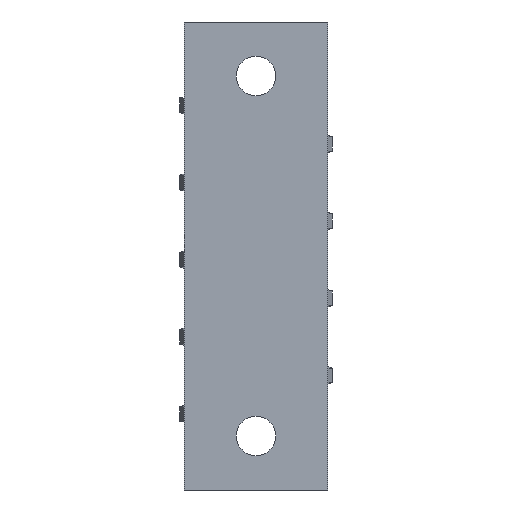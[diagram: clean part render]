
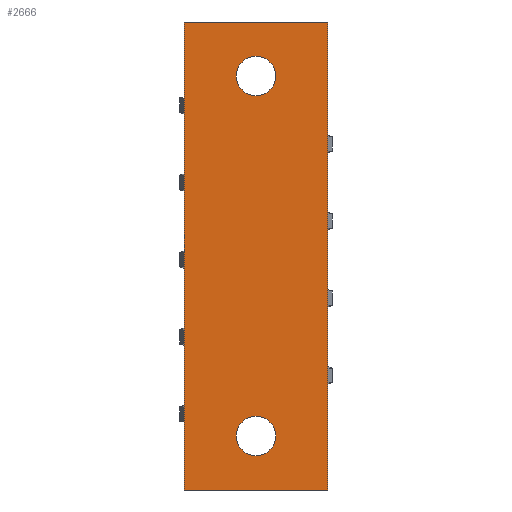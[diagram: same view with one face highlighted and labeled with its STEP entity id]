
A CAD part, front view. The second image highlights one B-rep face of the part: STEP entity #2666.
In plain terms, the highlighted planar face has unit normal (0, -1, 0).
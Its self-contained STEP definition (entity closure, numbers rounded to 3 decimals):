
#19=FACE_BOUND('',#311,.T.);
#20=FACE_BOUND('',#312,.T.);
#23=CIRCLE('',#2822,2.75);
#24=CIRCLE('',#2824,2.75);
#166=FACE_OUTER_BOUND('',#310,.T.);
#310=EDGE_LOOP('',(#2379,#2380,#2381,#2382));
#311=EDGE_LOOP('',(#2383));
#312=EDGE_LOOP('',(#2384));
#644=LINE('',#4153,#1010);
#648=LINE('',#4159,#1014);
#651=LINE('',#4164,#1017);
#678=LINE('',#4228,#1044);
#1010=VECTOR('',#3402,10.);
#1014=VECTOR('',#3408,10.);
#1017=VECTOR('',#3413,10.);
#1044=VECTOR('',#3484,10.);
#1256=VERTEX_POINT('',#4150);
#1257=VERTEX_POINT('',#4152);
#1258=VERTEX_POINT('',#4157);
#1259=VERTEX_POINT('',#4162);
#1273=VERTEX_POINT('',#4220);
#1274=VERTEX_POINT('',#4224);
#1606=EDGE_CURVE('',#1256,#1257,#644,.T.);
#1610=EDGE_CURVE('',#1258,#1256,#648,.T.);
#1613=EDGE_CURVE('',#1259,#1258,#651,.T.);
#1641=EDGE_CURVE('',#1273,#1273,#23,.T.);
#1643=EDGE_CURVE('',#1274,#1274,#24,.T.);
#1644=EDGE_CURVE('',#1257,#1259,#678,.T.);
#2379=ORIENTED_EDGE('',*,*,#1644,.F.);
#2380=ORIENTED_EDGE('',*,*,#1606,.F.);
#2381=ORIENTED_EDGE('',*,*,#1610,.F.);
#2382=ORIENTED_EDGE('',*,*,#1613,.F.);
#2383=ORIENTED_EDGE('',*,*,#1643,.F.);
#2384=ORIENTED_EDGE('',*,*,#1641,.F.);
#2524=PLANE('',#2826);
#2666=ADVANCED_FACE('',(#166,#19,#20),#2524,.F.);
#2822=AXIS2_PLACEMENT_3D('',#4222,#3475,#3476);
#2824=AXIS2_PLACEMENT_3D('',#4226,#3480,#3481);
#2826=AXIS2_PLACEMENT_3D('',#4229,#3485,#3486);
#3402=DIRECTION('',(1.,0.,0.));
#3408=DIRECTION('',(0.,0.,1.));
#3413=DIRECTION('',(-1.,0.,0.));
#3475=DIRECTION('center_axis',(0.,-1.,0.));
#3476=DIRECTION('ref_axis',(1.,0.,0.));
#3480=DIRECTION('center_axis',(0.,-1.,0.));
#3481=DIRECTION('ref_axis',(1.,0.,0.));
#3484=DIRECTION('',(0.,0.,-1.));
#3485=DIRECTION('center_axis',(0.,1.,0.));
#3486=DIRECTION('ref_axis',(1.,0.,0.));
#4150=CARTESIAN_POINT('',(-156.,11.125,57.505));
#4152=CARTESIAN_POINT('',(-136.,11.125,57.505));
#4153=CARTESIAN_POINT('',(-156.,11.125,57.505));
#4157=CARTESIAN_POINT('',(-156.,11.125,-7.495));
#4159=CARTESIAN_POINT('',(-156.,11.125,-7.495));
#4162=CARTESIAN_POINT('',(-136.,11.125,-7.495));
#4164=CARTESIAN_POINT('',(-136.,11.125,-7.495));
#4220=CARTESIAN_POINT('',(-148.75,11.125,50.005));
#4222=CARTESIAN_POINT('Origin',(-146.,11.125,50.005));
#4224=CARTESIAN_POINT('',(-148.75,11.125,0.005));
#4226=CARTESIAN_POINT('Origin',(-146.,11.125,0.005));
#4228=CARTESIAN_POINT('',(-136.,11.125,57.505));
#4229=CARTESIAN_POINT('Origin',(-146.,11.125,25.005));
